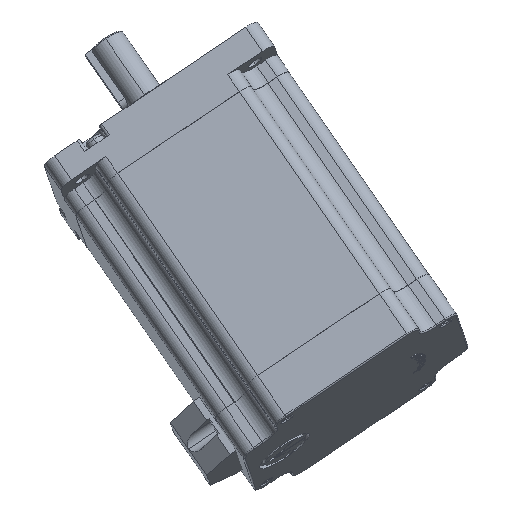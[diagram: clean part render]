
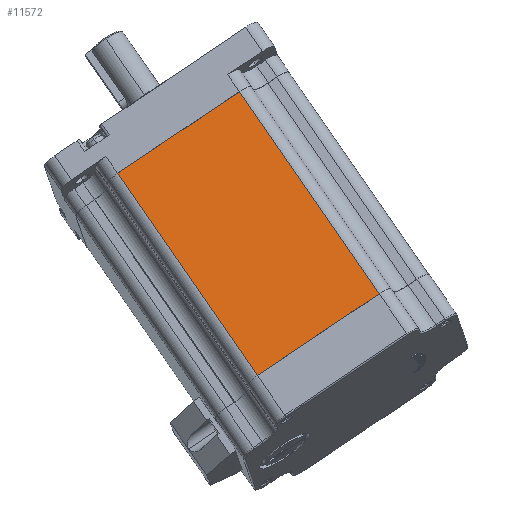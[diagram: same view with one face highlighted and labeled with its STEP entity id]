
A CAD part, left-side view. The second image highlights one B-rep face of the part: STEP entity #11572.
In plain terms, the highlighted face is planar.
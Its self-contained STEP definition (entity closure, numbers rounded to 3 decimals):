
#483 = AXIS2_PLACEMENT_3D ( 'NONE', #2045, #2046, #2047 ) ;
#605 = VECTOR ( 'NONE', #2254, 1000. ) ;
#2044 = PLANE ( 'NONE',  #483 ) ;
#2045 = CARTESIAN_POINT ( 'NONE',  ( -42.85, 28.95, -91. ) ) ;
#2046 = DIRECTION ( 'NONE',  ( 1., 0., 0. ) ) ;
#2047 = DIRECTION ( 'NONE',  ( 0., 0., -1. ) ) ;
#2253 = CARTESIAN_POINT ( 'NONE',  ( -42.85, 28.95, -7. ) ) ;
#2254 = DIRECTION ( 'NONE',  ( 0., 1., 0. ) ) ;
#2281 = LINE ( 'NONE', #2253, #605 ) ;
#2367 = LINE ( 'NONE', #3102, #3363 ) ;
#2368 = LINE ( 'NONE', #3104, #3364 ) ;
#2369 = LINE ( 'NONE', #3106, #3365 ) ;
#3102 = CARTESIAN_POINT ( 'NONE',  ( -42.85, -24.452, -91. ) ) ;
#3103 = DIRECTION ( 'NONE',  ( 0., 0., 1. ) ) ;
#3104 = CARTESIAN_POINT ( 'NONE',  ( -42.85, 28.95, -91. ) ) ;
#3105 = DIRECTION ( 'NONE',  ( 0., 1., 0. ) ) ;
#3106 = CARTESIAN_POINT ( 'NONE',  ( -42.85, 24.45, -91. ) ) ;
#3107 = DIRECTION ( 'NONE',  ( 0., 0., -1. ) ) ;
#3363 = VECTOR ( 'NONE', #3103, 1000. ) ;
#3364 = VECTOR ( 'NONE', #3105, 1000. ) ;
#3365 = VECTOR ( 'NONE', #3107, 1000. ) ;
#4195 = CARTESIAN_POINT ( 'NONE',  ( -42.85, 24.45, -7. ) ) ;
#4196 = CARTESIAN_POINT ( 'NONE',  ( -42.85, -24.452, -7. ) ) ;
#4257 = CARTESIAN_POINT ( 'NONE',  ( -42.85, -24.452, -91. ) ) ;
#4258 = CARTESIAN_POINT ( 'NONE',  ( -42.85, 24.45, -91. ) ) ;
#9744 = EDGE_LOOP ( 'NONE', ( #12201, #12203, #12202, #12204 ) ) ;
#11572 = ADVANCED_FACE ( 'NONE', ( #17282 ), #2044, .F. ) ;
#11652 = EDGE_CURVE ( 'NONE', #12019, #12018, #2281, .T. ) ;
#11769 = EDGE_CURVE ( 'NONE', #12080, #12019, #2367, .T. ) ;
#11770 = EDGE_CURVE ( 'NONE', #12080, #12081, #2368, .T. ) ;
#11771 = EDGE_CURVE ( 'NONE', #12018, #12081, #2369, .T. ) ;
#12018 = VERTEX_POINT ( 'NONE', #4195 ) ;
#12019 = VERTEX_POINT ( 'NONE', #4196 ) ;
#12080 = VERTEX_POINT ( 'NONE', #4257 ) ;
#12081 = VERTEX_POINT ( 'NONE', #4258 ) ;
#12201 = ORIENTED_EDGE ( 'NONE', *, *, #11770, .F. ) ;
#12202 = ORIENTED_EDGE ( 'NONE', *, *, #11652, .T. ) ;
#12203 = ORIENTED_EDGE ( 'NONE', *, *, #11769, .T. ) ;
#12204 = ORIENTED_EDGE ( 'NONE', *, *, #11771, .T. ) ;
#17282 = FACE_OUTER_BOUND ( 'NONE', #9744, .T. ) ;
